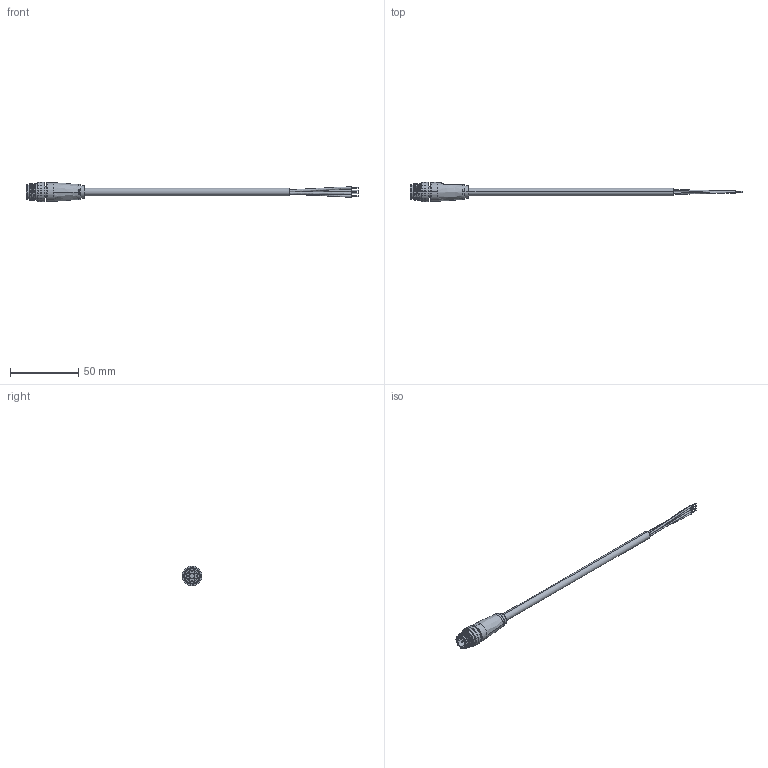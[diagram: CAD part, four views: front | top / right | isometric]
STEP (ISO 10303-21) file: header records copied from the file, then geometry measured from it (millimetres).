
FILE_DESCRIPTION (( 'STEP AP203' ), '1' );
FILE_NAME ('10-04490__revA.STEP', '2022-01-14T18:09:38', ( '' ), ( '' ), 'SwSTEP 2.0', 'SolidWorks 2021', '' );
FILE_SCHEMA (( 'CONFIG_CONTROL_DESIGN' ));
Length unit declared in the file: millimetre
Products named in the file (7): 50-00959-01___; 24-00349_Wire O6.8 mm; 50-00959_STEP; 50-00959-03___; 10-04490__revA; 30-01658_50 mm stripped; 50-00959-02_STEP
Assembly tree (9 placements, depth 3):
  10-04490__revA
    30-01658_50 mm stripped
    24-00349_Wire O6.8 mm
    50-00959_STEP
      50-00959-01___
      50-00959-02_STEP
      50-00959-03___  x4
Bounding box: 243.2 x 14.5 x 14.5 mm (x, y, z)
Volume: 8723.2 mm3; surface area: 31549.6 mm2
Topology: 154 solids, 154 shells, 1103 faces, 2179 edges, 1412 vertices
Faces by surface type: cylinder 563, plane 405, bspline 55, torus 39, cone 33, sphere 8
Entity records: 30510 total; most frequent: CARTESIAN_POINT 8342, DIRECTION 4843, ORIENTED_EDGE 3916, AXIS2_PLACEMENT_3D 2069, EDGE_CURVE 1958, VERTEX_POINT 1286, EDGE_LOOP 1186, CIRCLE 1110
